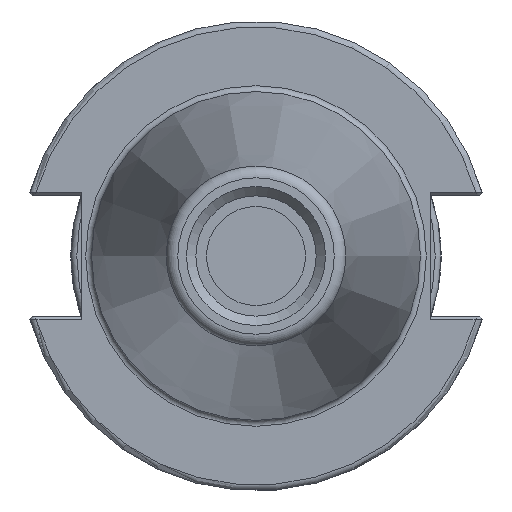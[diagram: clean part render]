
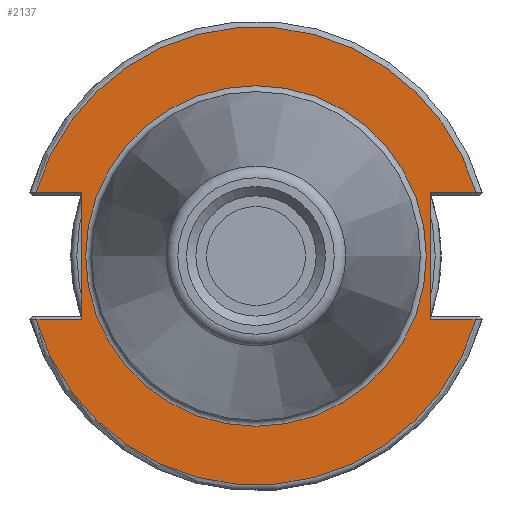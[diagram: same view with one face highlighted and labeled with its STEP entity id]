
A CAD part, left-side view. The second image highlights one B-rep face of the part: STEP entity #2137.
In plain terms, the highlighted planar face has unit normal (-1, 0, 0).
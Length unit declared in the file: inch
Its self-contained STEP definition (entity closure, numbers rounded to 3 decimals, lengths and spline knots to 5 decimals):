
#166=LINE('',#2864,#306);
#167=LINE('',#2866,#307);
#168=LINE('',#2868,#308);
#169=LINE('',#2872,#309);
#170=LINE('',#2874,#310);
#171=LINE('',#2876,#311);
#306=VECTOR('',#2439,0.24091);
#307=VECTOR('',#2440,0.67625);
#308=VECTOR('',#2441,0.24091);
#309=VECTOR('',#2444,0.24091);
#310=VECTOR('',#2445,0.67625);
#311=VECTOR('',#2446,0.24091);
#457=PLANE('',#2275);
#541=FACE_BOUND('',#697,.T.);
#562=FACE_OUTER_BOUND('',#696,.T.);
#696=EDGE_LOOP('',(#1403,#1404,#1405,#1406,#1407,#1408,#1409,#1410));
#697=EDGE_LOOP('',(#1411));
#837=CIRCLE('',#2273,0.90625);
#839=CIRCLE('',#2276,1.21875);
#840=CIRCLE('',#2277,1.21875);
#884=VERTEX_POINT('',#2857);
#886=VERTEX_POINT('',#2862);
#887=VERTEX_POINT('',#2863);
#888=VERTEX_POINT('',#2865);
#889=VERTEX_POINT('',#2867);
#890=VERTEX_POINT('',#2869);
#891=VERTEX_POINT('',#2871);
#892=VERTEX_POINT('',#2873);
#893=VERTEX_POINT('',#2875);
#1087=EDGE_CURVE('',#884,#884,#837,.T.);
#1089=EDGE_CURVE('',#886,#887,#166,.T.);
#1090=EDGE_CURVE('',#888,#886,#167,.T.);
#1091=EDGE_CURVE('',#889,#888,#168,.T.);
#1092=EDGE_CURVE('',#890,#889,#839,.T.);
#1093=EDGE_CURVE('',#891,#890,#169,.T.);
#1094=EDGE_CURVE('',#892,#891,#170,.T.);
#1095=EDGE_CURVE('',#893,#892,#171,.T.);
#1096=EDGE_CURVE('',#887,#893,#840,.T.);
#1403=ORIENTED_EDGE('',*,*,#1089,.F.);
#1404=ORIENTED_EDGE('',*,*,#1090,.F.);
#1405=ORIENTED_EDGE('',*,*,#1091,.F.);
#1406=ORIENTED_EDGE('',*,*,#1092,.F.);
#1407=ORIENTED_EDGE('',*,*,#1093,.F.);
#1408=ORIENTED_EDGE('',*,*,#1094,.F.);
#1409=ORIENTED_EDGE('',*,*,#1095,.F.);
#1410=ORIENTED_EDGE('',*,*,#1096,.F.);
#1411=ORIENTED_EDGE('',*,*,#1087,.F.);
#2137=ADVANCED_FACE('',(#562,#541),#457,.T.);
#2273=AXIS2_PLACEMENT_3D('',#2858,#2433,#2434);
#2275=AXIS2_PLACEMENT_3D('',#2861,#2437,#2438);
#2276=AXIS2_PLACEMENT_3D('',#2870,#2442,#2443);
#2277=AXIS2_PLACEMENT_3D('',#2877,#2447,#2448);
#2433=DIRECTION('center_axis',(-1.,0.,0.));
#2434=DIRECTION('ref_axis',(0.,1.,0.));
#2437=DIRECTION('center_axis',(-1.,0.,0.));
#2438=DIRECTION('ref_axis',(0.,0.,1.));
#2439=DIRECTION('',(0.,-1.,0.));
#2440=DIRECTION('',(0.,0.,-1.));
#2441=DIRECTION('',(0.,1.,0.));
#2442=DIRECTION('center_axis',(1.,0.,0.));
#2443=DIRECTION('ref_axis',(0.,0.,1.));
#2444=DIRECTION('',(0.,1.,0.));
#2445=DIRECTION('',(0.,0.,1.));
#2446=DIRECTION('',(0.,-1.,0.));
#2447=DIRECTION('center_axis',(1.,0.,0.));
#2448=DIRECTION('ref_axis',(0.,0.,-1.));
#2857=CARTESIAN_POINT('',(2.815,-0.90625,0.));
#2858=CARTESIAN_POINT('Origin',(2.815,0.,0.));
#2861=CARTESIAN_POINT('Origin',(2.815,-0.875,0.));
#2862=CARTESIAN_POINT('',(2.815,-0.93,-0.33813));
#2863=CARTESIAN_POINT('',(2.815,-1.17091,-0.33813));
#2864=CARTESIAN_POINT('',(2.815,-0.9025,-0.33813));
#2865=CARTESIAN_POINT('',(2.815,-0.93,0.33813));
#2866=CARTESIAN_POINT('',(2.815,-0.93,0.16125));
#2867=CARTESIAN_POINT('',(2.815,-1.17091,0.33813));
#2868=CARTESIAN_POINT('',(2.815,-1.1525,0.33813));
#2869=CARTESIAN_POINT('',(2.815,1.17091,0.33813));
#2870=CARTESIAN_POINT('Origin',(2.815,0.,0.));
#2871=CARTESIAN_POINT('',(2.815,0.93,0.33813));
#2872=CARTESIAN_POINT('',(2.815,0.0275,0.33813));
#2873=CARTESIAN_POINT('',(2.815,0.93,-0.33813));
#2874=CARTESIAN_POINT('',(2.815,0.93,-0.16125));
#2875=CARTESIAN_POINT('',(2.815,1.17091,-0.33813));
#2876=CARTESIAN_POINT('',(2.815,0.2775,-0.33813));
#2877=CARTESIAN_POINT('Origin',(2.815,0.,0.));
